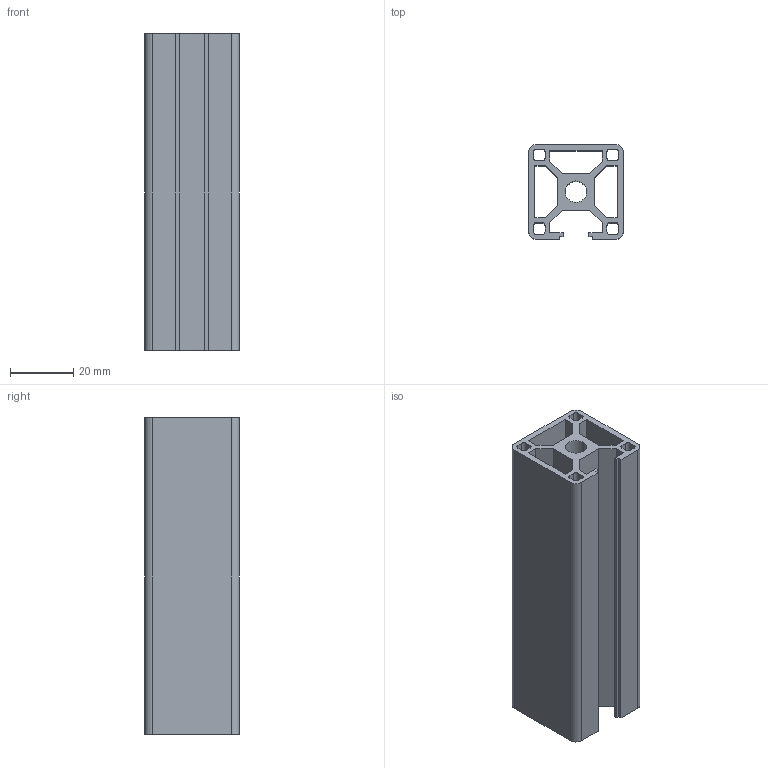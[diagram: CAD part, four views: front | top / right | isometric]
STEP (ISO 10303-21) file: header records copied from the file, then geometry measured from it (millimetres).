
FILE_DESCRIPTION (( 'STEP AP203' ), '1' );
FILE_NAME ('JL-8-3030EC.STEP', '2019-07-24T00:09:20', ( 'User' ), ( 'China' ), 'SwSTEP 2.0', 'SolidWorks 2015', '' );
FILE_SCHEMA (( 'CONFIG_CONTROL_DESIGN' ));
Length unit declared in the file: millimetre
Products named in the file (1): JL-8-3030EC
Bounding box: 30 x 30 x 100 mm (x, y, z)
Volume: 37158.9 mm3; surface area: 35719.6 mm2
Topology: 1 solids, 1 shells, 230 faces, 657 edges, 438 vertices
Faces by surface type: plane 180, bspline 28, cylinder 22
Entity records: 8406 total; most frequent: CARTESIAN_POINT 2434, ORIENTED_EDGE 1314, DIRECTION 1051, EDGE_CURVE 657, LINE 557, VECTOR 557, VERTEX_POINT 438, EDGE_LOOP 255
